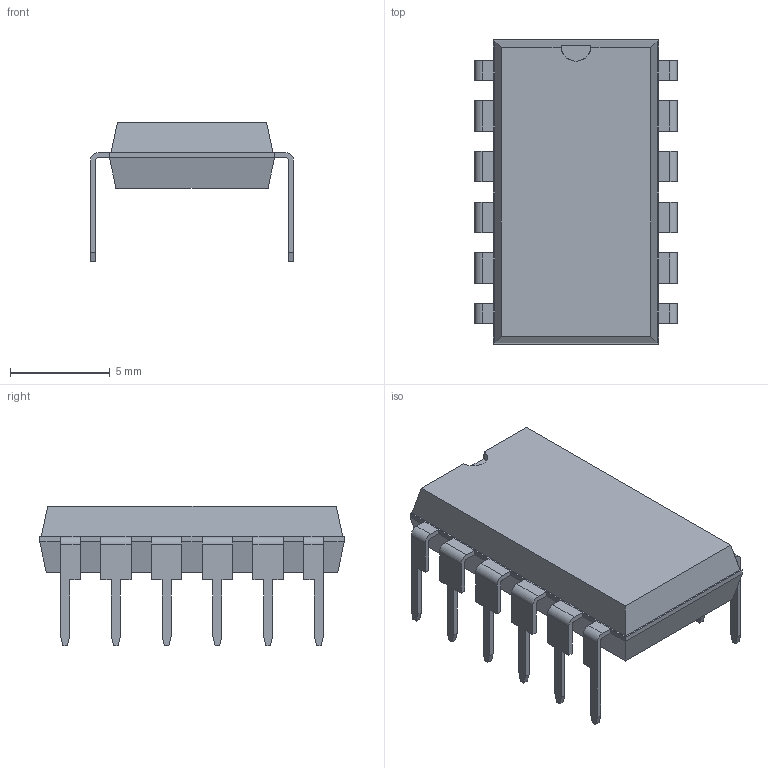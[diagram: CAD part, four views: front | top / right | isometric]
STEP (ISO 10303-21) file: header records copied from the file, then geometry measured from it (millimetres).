
FILE_DESCRIPTION(/* description */ ('model of DIP-12_W10.16mm'),/* implementation_level */ '2;1');
FILE_NAME(/* name */ 'DIP-12_W10.16mm.step',/* time_stamp */ '2018-11-04T10:34:09',/* author */ ('kicad StepUp','ksu'),/* organization */ ('FreeCAD'),/* preprocessor_version */ 'OCC',/* originating_system */ 'kicad StepUp',/* authorisation */ '');
FILE_SCHEMA(('AUTOMOTIVE_DESIGN { 1 0 10303 214 1 1 1 1 }'));
Length unit declared in the file: millimetre
Products named in the file (1): DIP_12_W1016mm
Bounding box: 10.16 x 15.24 x 6.98 mm (x, y, z)
Volume: 402.8 mm3; surface area: 536.1 mm2
Topology: 1 solids, 1 shells, 228 faces, 596 edges, 370 vertices
Faces by surface type: plane 167, bspline 36, cylinder 25
Entity records: 8392 total; most frequent: CARTESIAN_POINT 1328, ORIENTED_EDGE 1192, DIRECTION 1015, EDGE_CURVE 596, LINE 525, VECTOR 525, VERTEX_POINT 370, AXIS2_PLACEMENT_3D 245
